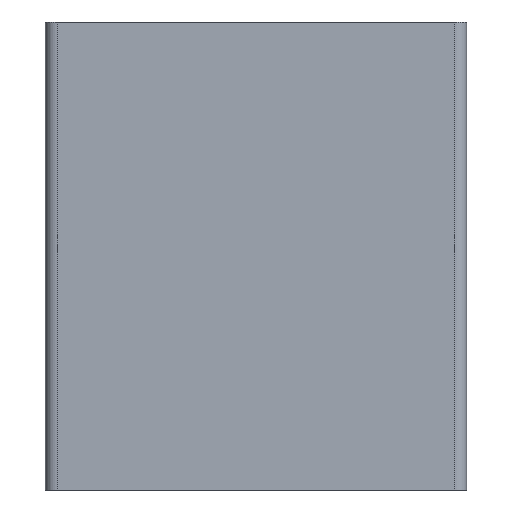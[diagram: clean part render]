
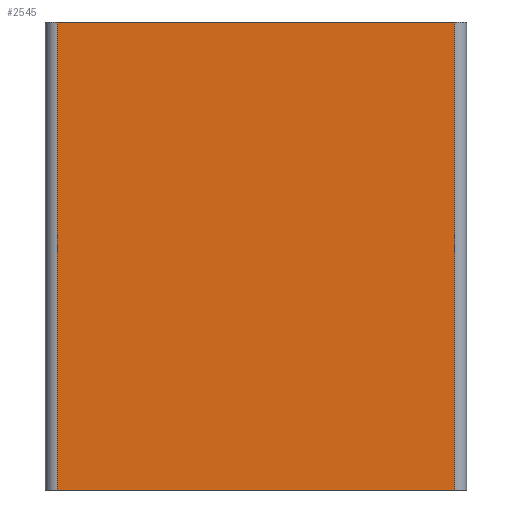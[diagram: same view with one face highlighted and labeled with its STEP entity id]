
A CAD part, front view. The second image highlights one B-rep face of the part: STEP entity #2545.
In plain terms, the highlighted planar face has unit normal (0, -1, 0).
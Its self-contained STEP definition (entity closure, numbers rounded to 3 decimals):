
#121=PLANE('',#2765);
#239=FACE_OUTER_BOUND('',#385,.T.);
#385=EDGE_LOOP('',(#2359,#2360,#2361,#2362));
#562=LINE('',#3898,#852);
#676=LINE('',#4176,#966);
#678=LINE('',#4188,#968);
#679=LINE('',#4189,#969);
#852=VECTOR('',#3174,10.);
#966=VECTOR('',#3430,10.);
#968=VECTOR('',#3446,10.);
#969=VECTOR('',#3447,10.);
#1195=VERTEX_POINT('',#3896);
#1196=VERTEX_POINT('',#3897);
#1288=VERTEX_POINT('',#4174);
#1289=VERTEX_POINT('',#4175);
#1506=EDGE_CURVE('',#1195,#1196,#562,.T.);
#1646=EDGE_CURVE('',#1288,#1289,#676,.T.);
#1654=EDGE_CURVE('',#1289,#1196,#678,.T.);
#1655=EDGE_CURVE('',#1288,#1195,#679,.T.);
#2359=ORIENTED_EDGE('',*,*,#1506,.T.);
#2360=ORIENTED_EDGE('',*,*,#1654,.F.);
#2361=ORIENTED_EDGE('',*,*,#1646,.F.);
#2362=ORIENTED_EDGE('',*,*,#1655,.T.);
#2545=ADVANCED_FACE('',(#239),#121,.T.);
#2765=AXIS2_PLACEMENT_3D('',#4187,#3444,#3445);
#3174=DIRECTION('',(-1.,0.,0.));
#3430=DIRECTION('',(-1.,0.,0.));
#3444=DIRECTION('center_axis',(0.,-1.,0.));
#3445=DIRECTION('ref_axis',(1.,0.,0.));
#3446=DIRECTION('',(0.,0.,1.));
#3447=DIRECTION('',(0.,0.,1.));
#3896=CARTESIAN_POINT('',(42.5,-22.5,100.));
#3897=CARTESIAN_POINT('',(-42.5,-22.5,100.));
#3898=CARTESIAN_POINT('',(-21.25,-22.5,100.));
#4174=CARTESIAN_POINT('',(42.5,-22.5,0.));
#4175=CARTESIAN_POINT('',(-42.5,-22.5,0.));
#4176=CARTESIAN_POINT('',(-21.25,-22.5,0.));
#4187=CARTESIAN_POINT('Origin',(-42.5,-22.5,0.));
#4188=CARTESIAN_POINT('',(-42.5,-22.5,0.));
#4189=CARTESIAN_POINT('',(42.5,-22.5,0.));
